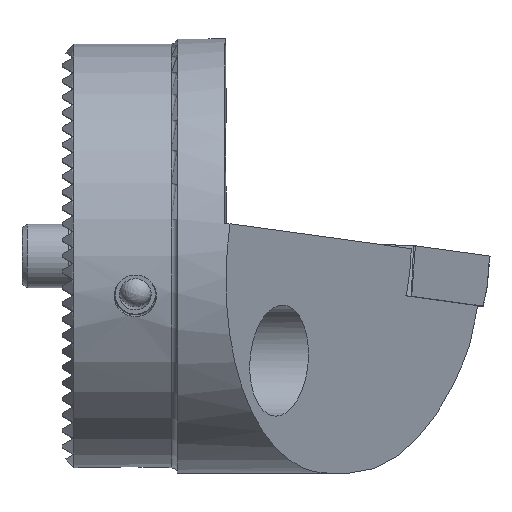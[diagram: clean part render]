
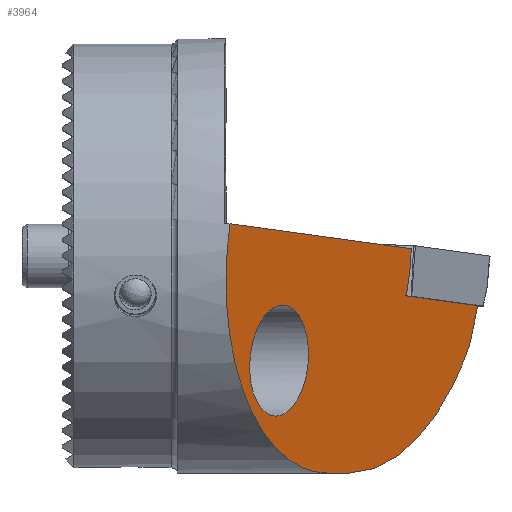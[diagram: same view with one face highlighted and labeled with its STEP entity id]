
A CAD part, top view. The second image highlights one B-rep face of the part: STEP entity #3964.
In plain terms, the highlighted planar face has unit normal (0.884, -0.055, 0.463).
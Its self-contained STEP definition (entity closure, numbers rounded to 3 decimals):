
#264 = CARTESIAN_POINT ( 'NONE',  ( 17.313, -20.945, 13.876 ) ) ;
#289 =( BOUNDED_CURVE ( )  B_SPLINE_CURVE ( 3, ( #3173, #13876, #11811, #11859 ),
 .UNSPECIFIED., .F., .F. ) 
 B_SPLINE_CURVE_WITH_KNOTS ( ( 4, 4 ),
 ( 2.876, 4.594 ),
 .UNSPECIFIED. ) 
 CURVE ( )  GEOMETRIC_REPRESENTATION_ITEM ( )  RATIONAL_B_SPLINE_CURVE ( ( 1., 0.769, 0.769, 1. ) ) 
 REPRESENTATION_ITEM ( '' )  );
#515 = CARTESIAN_POINT ( 'NONE',  ( 38.88, -4.522, -25.336 ) ) ;
#710 = FACE_OUTER_BOUND ( 'NONE', #4060, .T. ) ;
#755 = CARTESIAN_POINT ( 'NONE',  ( -1.822, 5.633, 53.549 ) ) ;
#844 = PLANE ( 'NONE',  #12016 ) ;
#1033 = CARTESIAN_POINT ( 'NONE',  ( 38.068, -8.411, -24.247 ) ) ;
#1071 = LINE ( 'NONE', #9305, #3577 ) ;
#1206 = LINE ( 'NONE', #6839, #2216 ) ;
#1507 =( BOUNDED_CURVE ( )  B_SPLINE_CURVE ( 3, ( #7689, #13175, #264, #7785, #8865, #2434, #9939 ),
 .UNSPECIFIED., .T., .T. ) 
 B_SPLINE_CURVE_WITH_KNOTS ( ( 4, 3, 4 ),
 ( 0., 3.142, 6.283 ),
 .UNSPECIFIED. ) 
 CURVE ( )  GEOMETRIC_REPRESENTATION_ITEM ( )  RATIONAL_B_SPLINE_CURVE ( ( 1., 0.333, 0.333, 1., 0.333, 0.333, 1. ) ) 
 REPRESENTATION_ITEM ( '' )  );
#1684 = DIRECTION ( 'NONE',  ( 0.46, -0.062, -0.886 ) ) ;
#1707 = DIRECTION ( 'NONE',  ( 0.197, 0.944, -0.264 ) ) ;
#1867 = VERTEX_POINT ( 'NONE', #6285 ) ;
#2159 = EDGE_CURVE ( 'NONE', #9144, #6577, #1206, .T. ) ;
#2188 = ORIENTED_EDGE ( 'NONE', *, *, #2159, .T. ) ;
#2216 = VECTOR ( 'NONE', #9944, 1000. ) ;
#2251 = VERTEX_POINT ( 'NONE', #4960 ) ;
#2395 = EDGE_CURVE ( 'NONE', #13905, #13660, #289, .T. ) ;
#2434 = CARTESIAN_POINT ( 'NONE',  ( 22.854, 1.146, 5.923 ) ) ;
#2510 = ORIENTED_EDGE ( 'NONE', *, *, #3858, .T. ) ;
#2573 = LINE ( 'NONE', #11216, #5757 ) ;
#2790 = ORIENTED_EDGE ( 'NONE', *, *, #6869, .T. ) ;
#2894 = VECTOR ( 'NONE', #3850, 1000. ) ;
#2978 = DIRECTION ( 'NONE',  ( 0.134, 0.981, -0.139 ) ) ;
#3173 = CARTESIAN_POINT ( 'NONE',  ( 15.447, 3.005, 20.279 ) ) ;
#3577 = VECTOR ( 'NONE', #2978, 1000. ) ;
#3821 = CARTESIAN_POINT ( 'NONE',  ( 17.224, 2.766, 16.86 ) ) ;
#3850 = DIRECTION ( 'NONE',  ( -0.46, 0.062, 0.886 ) ) ;
#3858 = EDGE_CURVE ( 'NONE', #2251, #6987, #7264, .T. ) ;
#3964 = ADVANCED_FACE ( 'NONE', ( #710, #5073 ), #844, .F. ) ;
#4060 = EDGE_LOOP ( 'NONE', ( #11767, #7283, #2790, #12128, #9554, #2510, #11097, #2188 ) ) ;
#4127 = VERTEX_POINT ( 'NONE', #1033 ) ;
#4159 = ORIENTED_EDGE ( 'NONE', *, *, #10588, .T. ) ;
#4343 = CARTESIAN_POINT ( 'NONE',  ( 15.447, 3.005, 20.279 ) ) ;
#4651 = DIRECTION ( 'NONE',  ( 0.464, 0., -0.886 ) ) ;
#4960 = CARTESIAN_POINT ( 'NONE',  ( 38.853, -4.653, -25.3 ) ) ;
#5073 = FACE_BOUND ( 'NONE', #9055, .T. ) ;
#5138 = LINE ( 'NONE', #515, #10687 ) ;
#5757 = VECTOR ( 'NONE', #4651, 1000. ) ;
#6285 = CARTESIAN_POINT ( 'NONE',  ( 26.708, -20.5, -4. ) ) ;
#6577 = VERTEX_POINT ( 'NONE', #13258 ) ;
#6759 = EDGE_CURVE ( 'NONE', #6987, #9144, #1071, .T. ) ;
#6839 = CARTESIAN_POINT ( 'NONE',  ( 32.588, 1.011, -12.672 ) ) ;
#6869 = EDGE_CURVE ( 'NONE', #13660, #1867, #2573, .T. ) ;
#6987 = VERTEX_POINT ( 'NONE', #8178 ) ;
#7264 = LINE ( 'NONE', #10233, #2894 ) ;
#7283 = ORIENTED_EDGE ( 'NONE', *, *, #2395, .T. ) ;
#7689 = CARTESIAN_POINT ( 'NONE',  ( 22.854, -9.281, 4.686 ) ) ;
#7785 = CARTESIAN_POINT ( 'NONE',  ( 17.313, -10.518, 15.113 ) ) ;
#7913 = CARTESIAN_POINT ( 'NONE',  ( 35.436, -16.051, -20.13 ) ) ;
#8074 = CARTESIAN_POINT ( 'NONE',  ( 32.441, -1.263, -12.661 ) ) ;
#8178 = CARTESIAN_POINT ( 'NONE',  ( 32.103, -3.744, -12.31 ) ) ;
#8865 = CARTESIAN_POINT ( 'NONE',  ( 17.313, -0.091, 16.35 ) ) ;
#8942 = CARTESIAN_POINT ( 'NONE',  ( 38.068, -8.411, -24.247 ) ) ;
#9055 = EDGE_LOOP ( 'NONE', ( #4159 ) ) ;
#9144 = VERTEX_POINT ( 'NONE', #8074 ) ;
#9305 = CARTESIAN_POINT ( 'NONE',  ( 32.125, -3.585, -12.332 ) ) ;
#9545 = DIRECTION ( 'NONE',  ( -0.884, 0.055, -0.463 ) ) ;
#9554 = ORIENTED_EDGE ( 'NONE', *, *, #9719, .T. ) ;
#9719 = EDGE_CURVE ( 'NONE', #4127, #2251, #5138, .T. ) ;
#9789 = VERTEX_POINT ( 'NONE', #11251 ) ;
#9939 = CARTESIAN_POINT ( 'NONE',  ( 22.854, -9.281, 4.686 ) ) ;
#9944 = DIRECTION ( 'NONE',  ( 0.065, 0.998, -0.005 ) ) ;
#10064 = CARTESIAN_POINT ( 'NONE',  ( 31.255, -20.5, -12.679 ) ) ;
#10233 = CARTESIAN_POINT ( 'NONE',  ( 27.254, -3.092, -2.978 ) ) ;
#10588 = EDGE_CURVE ( 'NONE', #9789, #9789, #1507, .T. ) ;
#10687 = VECTOR ( 'NONE', #1707, 1000. ) ;
#11060 = CARTESIAN_POINT ( 'NONE',  ( 26.708, -20.5, -4. ) ) ;
#11097 = ORIENTED_EDGE ( 'NONE', *, *, #6759, .T. ) ;
#11216 = CARTESIAN_POINT ( 'NONE',  ( -3.096, -20.5, 52.881 ) ) ;
#11251 = CARTESIAN_POINT ( 'NONE',  ( 22.854, -9.281, 4.686 ) ) ;
#11378 = LINE ( 'NONE', #3821, #13272 ) ;
#11767 = ORIENTED_EDGE ( 'NONE', *, *, #11842, .F. ) ;
#11811 = CARTESIAN_POINT ( 'NONE',  ( 17.559, -20.5, 13.46 ) ) ;
#11842 = EDGE_CURVE ( 'NONE', #13905, #6577, #11378, .T. ) ;
#11859 = CARTESIAN_POINT ( 'NONE',  ( 24.612, -20.5, 0. ) ) ;
#11925 =( BOUNDED_CURVE ( )  B_SPLINE_CURVE ( 3, ( #11060, #10064, #7913, #8942 ),
 .UNSPECIFIED., .F., .T. ) 
 B_SPLINE_CURVE_WITH_KNOTS ( ( 4, 4 ),
 ( 4.594, 5.671 ),
 .UNSPECIFIED. ) 
 CURVE ( )  GEOMETRIC_REPRESENTATION_ITEM ( )  RATIONAL_B_SPLINE_CURVE ( ( 1., 0.906, 0.906, 1. ) ) 
 REPRESENTATION_ITEM ( '' )  );
#12016 = AXIS2_PLACEMENT_3D ( 'NONE', #755, #9545, #12775 ) ;
#12128 = ORIENTED_EDGE ( 'NONE', *, *, #13151, .T. ) ;
#12775 = DIRECTION ( 'NONE',  ( -0.464, 0., 0.886 ) ) ;
#13151 = EDGE_CURVE ( 'NONE', #1867, #4127, #11925, .T. ) ;
#13175 = CARTESIAN_POINT ( 'NONE',  ( 22.854, -19.708, 3.449 ) ) ;
#13195 = CARTESIAN_POINT ( 'NONE',  ( 24.612, -20.5, 0. ) ) ;
#13258 = CARTESIAN_POINT ( 'NONE',  ( 32.568, 0.701, -12.671 ) ) ;
#13272 = VECTOR ( 'NONE', #1684, 1000. ) ;
#13660 = VERTEX_POINT ( 'NONE', #13195 ) ;
#13876 = CARTESIAN_POINT ( 'NONE',  ( 13.586, -10.309, 22.252 ) ) ;
#13905 = VERTEX_POINT ( 'NONE', #4343 ) ;
